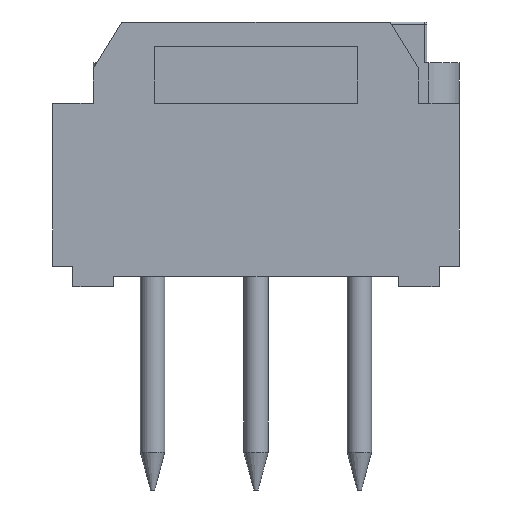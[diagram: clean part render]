
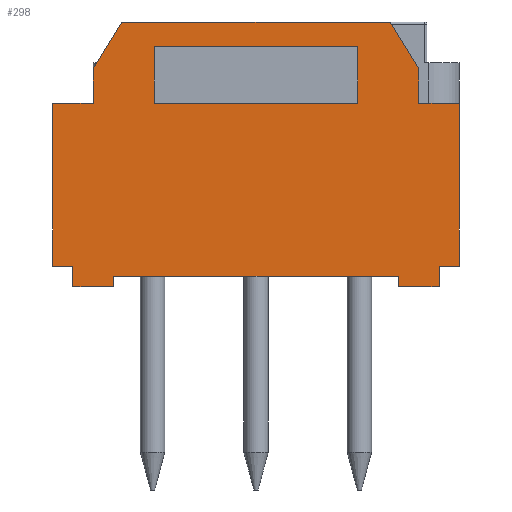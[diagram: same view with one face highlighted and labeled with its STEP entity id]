
A CAD part, front view. The second image highlights one B-rep face of the part: STEP entity #298.
In plain terms, the highlighted planar face has unit normal (0, -1, 0).
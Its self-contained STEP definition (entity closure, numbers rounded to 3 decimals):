
#24 = VERTEX_POINT('',#25);
#25 = CARTESIAN_POINT('',(-5.,-1.3,0.5));
#31 = EDGE_CURVE('',#24,#32,#34,.T.);
#32 = VERTEX_POINT('',#33);
#33 = CARTESIAN_POINT('',(-4.5,-1.3,0.5));
#34 = LINE('',#35,#36);
#35 = CARTESIAN_POINT('',(-5.,-1.3,0.5));
#36 = VECTOR('',#37,1.);
#37 = DIRECTION('',(1.,0.,0.));
#80 = VERTEX_POINT('',#81);
#81 = CARTESIAN_POINT('',(-5.,-1.3,4.5));
#87 = EDGE_CURVE('',#80,#24,#88,.T.);
#88 = LINE('',#89,#90);
#89 = CARTESIAN_POINT('',(-5.,-1.3,4.5));
#90 = VECTOR('',#91,1.);
#91 = DIRECTION('',(0.,0.,-1.));
#109 = EDGE_CURVE('',#32,#110,#112,.T.);
#110 = VERTEX_POINT('',#111);
#111 = CARTESIAN_POINT('',(-4.5,-1.3,0.));
#112 = LINE('',#113,#114);
#113 = CARTESIAN_POINT('',(-4.5,-1.3,0.5));
#114 = VECTOR('',#115,1.);
#115 = DIRECTION('',(0.,0.,-1.));
#298 = ADVANCED_FACE('',(#299,#422),#456,.T.);
#299 = FACE_BOUND('',#300,.T.);
#300 = EDGE_LOOP('',(#301,#302,#303,#311,#319,#327,#335,#343,#351,#359,
    #367,#375,#383,#391,#399,#407,#415,#421));
#301 = ORIENTED_EDGE('',*,*,#31,.T.);
#302 = ORIENTED_EDGE('',*,*,#109,.T.);
#303 = ORIENTED_EDGE('',*,*,#304,.T.);
#304 = EDGE_CURVE('',#110,#305,#307,.T.);
#305 = VERTEX_POINT('',#306);
#306 = CARTESIAN_POINT('',(-3.5,-1.3,0.));
#307 = LINE('',#308,#309);
#308 = CARTESIAN_POINT('',(-4.5,-1.3,0.));
#309 = VECTOR('',#310,1.);
#310 = DIRECTION('',(1.,0.,0.));
#311 = ORIENTED_EDGE('',*,*,#312,.T.);
#312 = EDGE_CURVE('',#305,#313,#315,.T.);
#313 = VERTEX_POINT('',#314);
#314 = CARTESIAN_POINT('',(-3.5,-1.3,0.25));
#315 = LINE('',#316,#317);
#316 = CARTESIAN_POINT('',(-3.5,-1.3,0.));
#317 = VECTOR('',#318,1.);
#318 = DIRECTION('',(0.,0.,1.));
#319 = ORIENTED_EDGE('',*,*,#320,.T.);
#320 = EDGE_CURVE('',#313,#321,#323,.T.);
#321 = VERTEX_POINT('',#322);
#322 = CARTESIAN_POINT('',(3.5,-1.3,0.25));
#323 = LINE('',#324,#325);
#324 = CARTESIAN_POINT('',(-3.5,-1.3,0.25));
#325 = VECTOR('',#326,1.);
#326 = DIRECTION('',(1.,0.,0.));
#327 = ORIENTED_EDGE('',*,*,#328,.T.);
#328 = EDGE_CURVE('',#321,#329,#331,.T.);
#329 = VERTEX_POINT('',#330);
#330 = CARTESIAN_POINT('',(3.5,-1.3,0.));
#331 = LINE('',#332,#333);
#332 = CARTESIAN_POINT('',(3.5,-1.3,0.25));
#333 = VECTOR('',#334,1.);
#334 = DIRECTION('',(0.,0.,-1.));
#335 = ORIENTED_EDGE('',*,*,#336,.T.);
#336 = EDGE_CURVE('',#329,#337,#339,.T.);
#337 = VERTEX_POINT('',#338);
#338 = CARTESIAN_POINT('',(4.5,-1.3,0.));
#339 = LINE('',#340,#341);
#340 = CARTESIAN_POINT('',(3.5,-1.3,0.));
#341 = VECTOR('',#342,1.);
#342 = DIRECTION('',(1.,0.,0.));
#343 = ORIENTED_EDGE('',*,*,#344,.T.);
#344 = EDGE_CURVE('',#337,#345,#347,.T.);
#345 = VERTEX_POINT('',#346);
#346 = CARTESIAN_POINT('',(4.5,-1.3,0.5));
#347 = LINE('',#348,#349);
#348 = CARTESIAN_POINT('',(4.5,-1.3,0.));
#349 = VECTOR('',#350,1.);
#350 = DIRECTION('',(0.,0.,1.));
#351 = ORIENTED_EDGE('',*,*,#352,.T.);
#352 = EDGE_CURVE('',#345,#353,#355,.T.);
#353 = VERTEX_POINT('',#354);
#354 = CARTESIAN_POINT('',(5.,-1.3,0.5));
#355 = LINE('',#356,#357);
#356 = CARTESIAN_POINT('',(4.5,-1.3,0.5));
#357 = VECTOR('',#358,1.);
#358 = DIRECTION('',(1.,0.,0.));
#359 = ORIENTED_EDGE('',*,*,#360,.T.);
#360 = EDGE_CURVE('',#353,#361,#363,.T.);
#361 = VERTEX_POINT('',#362);
#362 = CARTESIAN_POINT('',(5.,-1.3,4.5));
#363 = LINE('',#364,#365);
#364 = CARTESIAN_POINT('',(5.,-1.3,0.5));
#365 = VECTOR('',#366,1.);
#366 = DIRECTION('',(0.,0.,1.));
#367 = ORIENTED_EDGE('',*,*,#368,.T.);
#368 = EDGE_CURVE('',#361,#369,#371,.T.);
#369 = VERTEX_POINT('',#370);
#370 = CARTESIAN_POINT('',(4.,-1.3,4.5));
#371 = LINE('',#372,#373);
#372 = CARTESIAN_POINT('',(5.,-1.3,4.5));
#373 = VECTOR('',#374,1.);
#374 = DIRECTION('',(-1.,0.,0.));
#375 = ORIENTED_EDGE('',*,*,#376,.T.);
#376 = EDGE_CURVE('',#369,#377,#379,.T.);
#377 = VERTEX_POINT('',#378);
#378 = CARTESIAN_POINT('',(4.,-1.3,5.35));
#379 = LINE('',#380,#381);
#380 = CARTESIAN_POINT('',(4.,-1.3,4.5));
#381 = VECTOR('',#382,1.);
#382 = DIRECTION('',(0.,0.,1.));
#383 = ORIENTED_EDGE('',*,*,#384,.T.);
#384 = EDGE_CURVE('',#377,#385,#387,.T.);
#385 = VERTEX_POINT('',#386);
#386 = CARTESIAN_POINT('',(3.3,-1.3,6.5));
#387 = LINE('',#388,#389);
#388 = CARTESIAN_POINT('',(4.,-1.3,5.35));
#389 = VECTOR('',#390,1.);
#390 = DIRECTION('',(-0.52,0.,0.854)
  );
#391 = ORIENTED_EDGE('',*,*,#392,.T.);
#392 = EDGE_CURVE('',#385,#393,#395,.T.);
#393 = VERTEX_POINT('',#394);
#394 = CARTESIAN_POINT('',(-3.3,-1.3,6.5));
#395 = LINE('',#396,#397);
#396 = CARTESIAN_POINT('',(3.3,-1.3,6.5));
#397 = VECTOR('',#398,1.);
#398 = DIRECTION('',(-1.,0.,0.));
#399 = ORIENTED_EDGE('',*,*,#400,.T.);
#400 = EDGE_CURVE('',#393,#401,#403,.T.);
#401 = VERTEX_POINT('',#402);
#402 = CARTESIAN_POINT('',(-4.,-1.3,5.35));
#403 = LINE('',#404,#405);
#404 = CARTESIAN_POINT('',(-3.3,-1.3,6.5));
#405 = VECTOR('',#406,1.);
#406 = DIRECTION('',(-0.52,0.,-0.854
    ));
#407 = ORIENTED_EDGE('',*,*,#408,.T.);
#408 = EDGE_CURVE('',#401,#409,#411,.T.);
#409 = VERTEX_POINT('',#410);
#410 = CARTESIAN_POINT('',(-4.,-1.3,4.5));
#411 = LINE('',#412,#413);
#412 = CARTESIAN_POINT('',(-4.,-1.3,5.35));
#413 = VECTOR('',#414,1.);
#414 = DIRECTION('',(0.,0.,-1.));
#415 = ORIENTED_EDGE('',*,*,#416,.T.);
#416 = EDGE_CURVE('',#409,#80,#417,.T.);
#417 = LINE('',#418,#419);
#418 = CARTESIAN_POINT('',(-4.,-1.3,4.5));
#419 = VECTOR('',#420,1.);
#420 = DIRECTION('',(-1.,0.,0.));
#421 = ORIENTED_EDGE('',*,*,#87,.T.);
#422 = FACE_BOUND('',#423,.T.);
#423 = EDGE_LOOP('',(#424,#434,#442,#450));
#424 = ORIENTED_EDGE('',*,*,#425,.T.);
#425 = EDGE_CURVE('',#426,#428,#430,.T.);
#426 = VERTEX_POINT('',#427);
#427 = CARTESIAN_POINT('',(-2.5,-1.3,5.9));
#428 = VERTEX_POINT('',#429);
#429 = CARTESIAN_POINT('',(2.5,-1.3,5.9));
#430 = LINE('',#431,#432);
#431 = CARTESIAN_POINT('',(-2.5,-1.3,5.9));
#432 = VECTOR('',#433,1.);
#433 = DIRECTION('',(1.,0.,0.));
#434 = ORIENTED_EDGE('',*,*,#435,.T.);
#435 = EDGE_CURVE('',#428,#436,#438,.T.);
#436 = VERTEX_POINT('',#437);
#437 = CARTESIAN_POINT('',(2.5,-1.3,4.5));
#438 = LINE('',#439,#440);
#439 = CARTESIAN_POINT('',(2.5,-1.3,5.9));
#440 = VECTOR('',#441,1.);
#441 = DIRECTION('',(0.,0.,-1.));
#442 = ORIENTED_EDGE('',*,*,#443,.T.);
#443 = EDGE_CURVE('',#436,#444,#446,.T.);
#444 = VERTEX_POINT('',#445);
#445 = CARTESIAN_POINT('',(-2.5,-1.3,4.5));
#446 = LINE('',#447,#448);
#447 = CARTESIAN_POINT('',(2.5,-1.3,4.5));
#448 = VECTOR('',#449,1.);
#449 = DIRECTION('',(-1.,0.,0.));
#450 = ORIENTED_EDGE('',*,*,#451,.T.);
#451 = EDGE_CURVE('',#444,#426,#452,.T.);
#452 = LINE('',#453,#454);
#453 = CARTESIAN_POINT('',(-2.5,-1.3,4.5));
#454 = VECTOR('',#455,1.);
#455 = DIRECTION('',(0.,0.,1.));
#456 = PLANE('',#457);
#457 = AXIS2_PLACEMENT_3D('',#458,#459,#460);
#458 = CARTESIAN_POINT('',(0.,-1.3,3.04));
#459 = DIRECTION('',(0.,-1.,0.));
#460 = DIRECTION('',(0.,0.,-1.));
